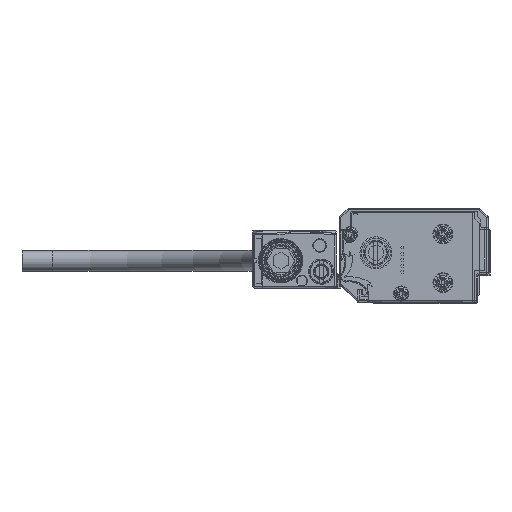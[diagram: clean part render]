
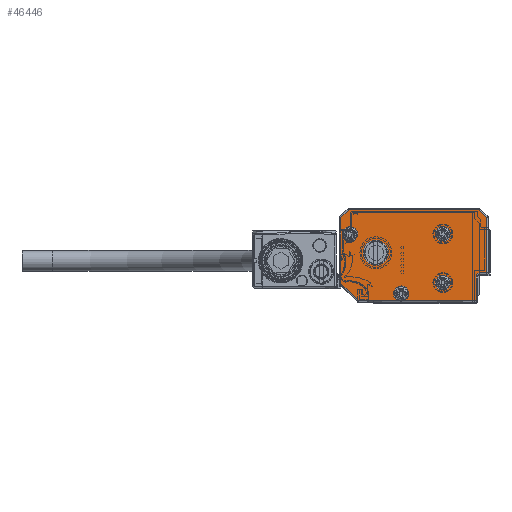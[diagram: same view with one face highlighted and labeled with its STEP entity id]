
A CAD part, left-side view. The second image highlights one B-rep face of the part: STEP entity #46446.
In plain terms, the highlighted planar face has unit normal (-1, 0, 0).
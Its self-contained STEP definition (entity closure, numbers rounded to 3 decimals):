
#46231=AXIS2_PLACEMENT_3D('Circle Axis2P3D',#46229,#46230,$) ;
#46259=AXIS2_PLACEMENT_3D('Circle Axis2P3D',#46257,#46258,$) ;
#46274=AXIS2_PLACEMENT_3D('Plane Axis2P3D',#46271,#46272,#46273) ;
#46278=AXIS2_PLACEMENT_3D('Circle Axis2P3D',#46276,#46277,$) ;
#46285=AXIS2_PLACEMENT_3D('Circle Axis2P3D',#46283,#46284,$) ;
#46292=AXIS2_PLACEMENT_3D('Circle Axis2P3D',#46290,#46291,$) ;
#46304=AXIS2_PLACEMENT_3D('Circle Axis2P3D',#46302,#46303,$) ;
#46376=AXIS2_PLACEMENT_3D('Circle Axis2P3D',#46374,#46375,$) ;
#46385=AXIS2_PLACEMENT_3D('Circle Axis2P3D',#46383,#46384,$) ;
#46394=AXIS2_PLACEMENT_3D('Circle Axis2P3D',#46392,#46393,$) ;
#46403=AXIS2_PLACEMENT_3D('Circle Axis2P3D',#46401,#46402,$) ;
#46412=AXIS2_PLACEMENT_3D('Circle Axis2P3D',#46410,#46411,$) ;
#46421=AXIS2_PLACEMENT_3D('Circle Axis2P3D',#46419,#46420,$) ;
#46430=AXIS2_PLACEMENT_3D('Circle Axis2P3D',#46428,#46429,$) ;
#46439=AXIS2_PLACEMENT_3D('Circle Axis2P3D',#46437,#46438,$) ;
#38705=CARTESIAN_POINT('Vertex',(-1973.,8.4,-1.)) ;
#38707=CARTESIAN_POINT('Vertex',(-1973.,7.,-1.)) ;
#38710=CARTESIAN_POINT('Line Origine',(-1973.,3.5,-1.)) ;
#38714=CARTESIAN_POINT('Vertex',(-1973.,21.793,-1.)) ;
#38726=CARTESIAN_POINT('Vertex',(-1973.,-17.,-1.)) ;
#38729=CARTESIAN_POINT('Line Origine',(-1973.,3.5,-1.)) ;
#46229=CARTESIAN_POINT('Axis2P3D Location',(-1973.,7.7,1.4)) ;
#46233=CARTESIAN_POINT('Vertex',(-1973.,5.2,1.4)) ;
#46254=CARTESIAN_POINT('Vertex',(-1973.,9.894,0.201)) ;
#46257=CARTESIAN_POINT('Axis2P3D Location',(-1973.,7.7,1.4)) ;
#46271=CARTESIAN_POINT('Axis2P3D Location',(-1973.,-21.5,13.5)) ;
#46276=CARTESIAN_POINT('Axis2P3D Location',(-1973.,7.7,1.4)) ;
#46280=CARTESIAN_POINT('Vertex',(-1973.,10.2,1.4)) ;
#46283=CARTESIAN_POINT('Axis2P3D Location',(-1973.,7.7,1.4)) ;
#46287=CARTESIAN_POINT('Vertex',(-1973.,5.506,2.599)) ;
#46290=CARTESIAN_POINT('Axis2P3D Location',(-1973.,7.7,1.4)) ;
#46295=CARTESIAN_POINT('Line Origine',(-1973.,-17.,3.1)) ;
#46299=CARTESIAN_POINT('Vertex',(-1973.,-17.,7.2)) ;
#46302=CARTESIAN_POINT('Axis2P3D Location',(-1973.,-18.,7.2)) ;
#46306=CARTESIAN_POINT('Vertex',(-1973.,-18.,8.2)) ;
#46309=CARTESIAN_POINT('Line Origine',(-1973.,-19.25,8.2)) ;
#46313=CARTESIAN_POINT('Vertex',(-1973.,-20.5,8.2)) ;
#46316=CARTESIAN_POINT('Line Origine',(-1973.,-20.5,17.246)) ;
#46320=CARTESIAN_POINT('Vertex',(-1973.,-20.5,26.293)) ;
#46323=CARTESIAN_POINT('Line Origine',(-1973.,-19.146,27.646)) ;
#46327=CARTESIAN_POINT('Vertex',(-1973.,-17.793,29.)) ;
#46330=CARTESIAN_POINT('Line Origine',(-1973.,3.5,29.)) ;
#46334=CARTESIAN_POINT('Vertex',(-1973.,24.793,29.)) ;
#46337=CARTESIAN_POINT('Line Origine',(-1973.,26.146,27.646)) ;
#46341=CARTESIAN_POINT('Vertex',(-1973.,27.5,26.293)) ;
#46344=CARTESIAN_POINT('Line Origine',(-1973.,27.5,15.5)) ;
#46348=CARTESIAN_POINT('Vertex',(-1973.,27.5,4.707)) ;
#46351=CARTESIAN_POINT('Line Origine',(-1973.,24.646,1.854)) ;
#46374=CARTESIAN_POINT('Axis2P3D Location',(-1973.,-6.,5.)) ;
#46378=CARTESIAN_POINT('Vertex',(-1973.,-3.806,3.801)) ;
#46380=CARTESIAN_POINT('Vertex',(-1973.,-8.194,6.199)) ;
#46383=CARTESIAN_POINT('Axis2P3D Location',(-1973.,-6.,5.)) ;
#46392=CARTESIAN_POINT('Axis2P3D Location',(-1973.,16.,14.8)) ;
#46396=CARTESIAN_POINT('Vertex',(-1973.,11.85,14.8)) ;
#46398=CARTESIAN_POINT('Vertex',(-1973.,20.15,14.8)) ;
#46401=CARTESIAN_POINT('Axis2P3D Location',(-1973.,16.,14.8)) ;
#46410=CARTESIAN_POINT('Axis2P3D Location',(-1973.,-6.,21.)) ;
#46414=CARTESIAN_POINT('Vertex',(-1973.,-8.194,22.199)) ;
#46416=CARTESIAN_POINT('Vertex',(-1973.,-3.806,19.801)) ;
#46419=CARTESIAN_POINT('Axis2P3D Location',(-1973.,-6.,21.)) ;
#46428=CARTESIAN_POINT('Axis2P3D Location',(-1973.,24.5,20.9)) ;
#46432=CARTESIAN_POINT('Vertex',(-1973.,22.306,22.099)) ;
#46434=CARTESIAN_POINT('Vertex',(-1973.,26.694,19.701)) ;
#46437=CARTESIAN_POINT('Axis2P3D Location',(-1973.,24.5,20.9)) ;
#38711=DIRECTION('Vector Direction',(0.,1.,0.)) ;
#38730=DIRECTION('Vector Direction',(0.,1.,0.)) ;
#46230=DIRECTION('Axis2P3D Direction',(-1.,0.,0.)) ;
#46258=DIRECTION('Axis2P3D Direction',(-1.,0.,0.)) ;
#46272=DIRECTION('Axis2P3D Direction',(1.,0.,0.)) ;
#46273=DIRECTION('Axis2P3D XDirection',(0.,1.,0.)) ;
#46277=DIRECTION('Axis2P3D Direction',(1.,0.,0.)) ;
#46284=DIRECTION('Axis2P3D Direction',(1.,0.,0.)) ;
#46291=DIRECTION('Axis2P3D Direction',(1.,0.,0.)) ;
#46296=DIRECTION('Vector Direction',(0.,0.,1.)) ;
#46303=DIRECTION('Axis2P3D Direction',(1.,0.,0.)) ;
#46310=DIRECTION('Vector Direction',(0.,-1.,0.)) ;
#46317=DIRECTION('Vector Direction',(0.,0.,1.)) ;
#46324=DIRECTION('Vector Direction',(0.,-0.707,-0.707)) ;
#46331=DIRECTION('Vector Direction',(0.,1.,0.)) ;
#46338=DIRECTION('Vector Direction',(0.,0.707,-0.707)) ;
#46345=DIRECTION('Vector Direction',(0.,0.,-1.)) ;
#46352=DIRECTION('Vector Direction',(0.,-0.707,-0.707)) ;
#46375=DIRECTION('Axis2P3D Direction',(1.,0.,0.)) ;
#46384=DIRECTION('Axis2P3D Direction',(1.,0.,0.)) ;
#46393=DIRECTION('Axis2P3D Direction',(1.,0.,0.)) ;
#46402=DIRECTION('Axis2P3D Direction',(1.,0.,0.)) ;
#46411=DIRECTION('Axis2P3D Direction',(1.,0.,0.)) ;
#46420=DIRECTION('Axis2P3D Direction',(1.,0.,0.)) ;
#46429=DIRECTION('Axis2P3D Direction',(1.,0.,0.)) ;
#46438=DIRECTION('Axis2P3D Direction',(1.,0.,0.)) ;
#38712=VECTOR('Line Direction',#38711,1.) ;
#38731=VECTOR('Line Direction',#38730,1.) ;
#46297=VECTOR('Line Direction',#46296,1.) ;
#46311=VECTOR('Line Direction',#46310,1.) ;
#46318=VECTOR('Line Direction',#46317,1.) ;
#46325=VECTOR('Line Direction',#46324,1.) ;
#46332=VECTOR('Line Direction',#46331,1.) ;
#46339=VECTOR('Line Direction',#46338,1.) ;
#46346=VECTOR('Line Direction',#46345,1.) ;
#46353=VECTOR('Line Direction',#46352,1.) ;
#46357=ORIENTED_EDGE('',*,*,#46261,.T.) ;
#46358=ORIENTED_EDGE('',*,*,#46282,.T.) ;
#46359=ORIENTED_EDGE('',*,*,#46289,.T.) ;
#46360=ORIENTED_EDGE('',*,*,#46294,.T.) ;
#46361=ORIENTED_EDGE('',*,*,#46235,.T.) ;
#46362=ORIENTED_EDGE('',*,*,#38733,.F.) ;
#46363=ORIENTED_EDGE('',*,*,#46301,.F.) ;
#46364=ORIENTED_EDGE('',*,*,#46308,.F.) ;
#46365=ORIENTED_EDGE('',*,*,#46315,.F.) ;
#46366=ORIENTED_EDGE('',*,*,#46322,.F.) ;
#46367=ORIENTED_EDGE('',*,*,#46329,.F.) ;
#46368=ORIENTED_EDGE('',*,*,#46336,.F.) ;
#46369=ORIENTED_EDGE('',*,*,#46343,.F.) ;
#46370=ORIENTED_EDGE('',*,*,#46350,.F.) ;
#46371=ORIENTED_EDGE('',*,*,#46355,.F.) ;
#46372=ORIENTED_EDGE('',*,*,#38716,.F.) ;
#46389=ORIENTED_EDGE('',*,*,#46382,.T.) ;
#46390=ORIENTED_EDGE('',*,*,#46387,.T.) ;
#46407=ORIENTED_EDGE('',*,*,#46400,.T.) ;
#46408=ORIENTED_EDGE('',*,*,#46405,.T.) ;
#46425=ORIENTED_EDGE('',*,*,#46418,.T.) ;
#46426=ORIENTED_EDGE('',*,*,#46423,.T.) ;
#46443=ORIENTED_EDGE('',*,*,#46436,.T.) ;
#46444=ORIENTED_EDGE('',*,*,#46441,.T.) ;
#46391=FACE_BOUND('',#46388,.T.) ;
#46409=FACE_BOUND('',#46406,.T.) ;
#46427=FACE_BOUND('',#46424,.T.) ;
#46445=FACE_BOUND('',#46442,.T.) ;
#46446=ADVANCED_FACE('\X2\FF8AFF9FFF70FF82\X0\ \X2\FF8EFF9EFF83FF9EFF68FF70\X0\',(#46373,#46391,#46409,#46427,#46445),#46275,.F.) ;
#46232=CIRCLE('generated circle',#46231,2.5) ;
#46260=CIRCLE('generated circle',#46259,2.5) ;
#46279=CIRCLE('generated circle',#46278,2.5) ;
#46286=CIRCLE('generated circle',#46285,2.5) ;
#46293=CIRCLE('generated circle',#46292,2.5) ;
#46305=CIRCLE('generated circle',#46304,1.) ;
#46377=CIRCLE('generated circle',#46376,2.5) ;
#46386=CIRCLE('generated circle',#46385,2.5) ;
#46395=CIRCLE('generated circle',#46394,4.15) ;
#46404=CIRCLE('generated circle',#46403,4.15) ;
#46413=CIRCLE('generated circle',#46412,2.5) ;
#46422=CIRCLE('generated circle',#46421,2.5) ;
#46431=CIRCLE('generated circle',#46430,2.5) ;
#46440=CIRCLE('generated circle',#46439,2.5) ;
#38716=EDGE_CURVE('',#38706,#38715,#38713,.T.) ;
#38733=EDGE_CURVE('',#38727,#38708,#38732,.T.) ;
#46235=EDGE_CURVE('',#46234,#38708,#46232,.F.) ;
#46261=EDGE_CURVE('',#38706,#46255,#46260,.F.) ;
#46282=EDGE_CURVE('',#46255,#46281,#46279,.T.) ;
#46289=EDGE_CURVE('',#46281,#46288,#46286,.T.) ;
#46294=EDGE_CURVE('',#46288,#46234,#46293,.T.) ;
#46301=EDGE_CURVE('',#46300,#38727,#46298,.F.) ;
#46308=EDGE_CURVE('',#46307,#46300,#46305,.F.) ;
#46315=EDGE_CURVE('',#46314,#46307,#46312,.F.) ;
#46322=EDGE_CURVE('',#46321,#46314,#46319,.F.) ;
#46329=EDGE_CURVE('',#46328,#46321,#46326,.T.) ;
#46336=EDGE_CURVE('',#46335,#46328,#46333,.F.) ;
#46343=EDGE_CURVE('',#46342,#46335,#46340,.F.) ;
#46350=EDGE_CURVE('',#46349,#46342,#46347,.F.) ;
#46355=EDGE_CURVE('',#38715,#46349,#46354,.F.) ;
#46382=EDGE_CURVE('',#46379,#46381,#46377,.T.) ;
#46387=EDGE_CURVE('',#46381,#46379,#46386,.T.) ;
#46400=EDGE_CURVE('',#46397,#46399,#46395,.T.) ;
#46405=EDGE_CURVE('',#46399,#46397,#46404,.T.) ;
#46418=EDGE_CURVE('',#46415,#46417,#46413,.T.) ;
#46423=EDGE_CURVE('',#46417,#46415,#46422,.T.) ;
#46436=EDGE_CURVE('',#46433,#46435,#46431,.T.) ;
#46441=EDGE_CURVE('',#46435,#46433,#46440,.T.) ;
#46356=EDGE_LOOP('',(#46357,#46358,#46359,#46360,#46361,#46362,#46363,#46364,#46365,#46366,#46367,#46368,#46369,#46370,#46371,#46372)) ;
#46388=EDGE_LOOP('',(#46389,#46390)) ;
#46406=EDGE_LOOP('',(#46407,#46408)) ;
#46424=EDGE_LOOP('',(#46425,#46426)) ;
#46442=EDGE_LOOP('',(#46443,#46444)) ;
#46373=FACE_OUTER_BOUND('',#46356,.T.) ;
#38713=LINE('Line',#38710,#38712) ;
#38732=LINE('Line',#38729,#38731) ;
#46298=LINE('Line',#46295,#46297) ;
#46312=LINE('Line',#46309,#46311) ;
#46319=LINE('Line',#46316,#46318) ;
#46326=LINE('Line',#46323,#46325) ;
#46333=LINE('Line',#46330,#46332) ;
#46340=LINE('Line',#46337,#46339) ;
#46347=LINE('Line',#46344,#46346) ;
#46354=LINE('Line',#46351,#46353) ;
#46275=PLANE('Plane',#46274) ;
#38706=VERTEX_POINT('',#38705) ;
#38708=VERTEX_POINT('',#38707) ;
#38715=VERTEX_POINT('',#38714) ;
#38727=VERTEX_POINT('',#38726) ;
#46234=VERTEX_POINT('',#46233) ;
#46255=VERTEX_POINT('',#46254) ;
#46281=VERTEX_POINT('',#46280) ;
#46288=VERTEX_POINT('',#46287) ;
#46300=VERTEX_POINT('',#46299) ;
#46307=VERTEX_POINT('',#46306) ;
#46314=VERTEX_POINT('',#46313) ;
#46321=VERTEX_POINT('',#46320) ;
#46328=VERTEX_POINT('',#46327) ;
#46335=VERTEX_POINT('',#46334) ;
#46342=VERTEX_POINT('',#46341) ;
#46349=VERTEX_POINT('',#46348) ;
#46379=VERTEX_POINT('',#46378) ;
#46381=VERTEX_POINT('',#46380) ;
#46397=VERTEX_POINT('',#46396) ;
#46399=VERTEX_POINT('',#46398) ;
#46415=VERTEX_POINT('',#46414) ;
#46417=VERTEX_POINT('',#46416) ;
#46433=VERTEX_POINT('',#46432) ;
#46435=VERTEX_POINT('',#46434) ;
